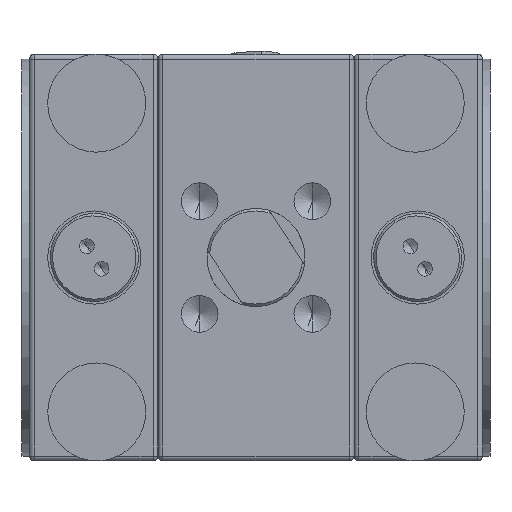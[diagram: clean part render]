
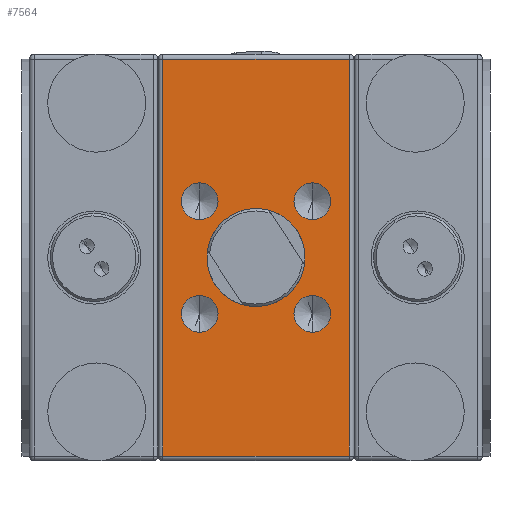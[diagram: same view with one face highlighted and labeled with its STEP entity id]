
A CAD part, front view. The second image highlights one B-rep face of the part: STEP entity #7564.
In plain terms, the highlighted planar face has unit normal (0, -1, 0).
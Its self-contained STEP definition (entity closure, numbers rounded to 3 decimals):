
#600 = VECTOR ( 'NONE', #22289, 1000. ) ;
#794 = FACE_BOUND ( 'NONE', #7240, .T. ) ;
#876 = CARTESIAN_POINT ( 'NONE',  ( 38., -110., 81. ) ) ;
#1034 = DIRECTION ( 'NONE',  ( 0., -1., 0. ) ) ;
#1119 = CARTESIAN_POINT ( 'NONE',  ( 22.981, -110., 15.481 ) ) ;
#1540 = CIRCLE ( 'NONE', #2433, 7.5 ) ;
#1636 = VERTEX_POINT ( 'NONE', #876 ) ;
#2002 = LINE ( 'NONE', #6071, #3646 ) ;
#2336 = DIRECTION ( 'NONE',  ( 0., 0., -1. ) ) ;
#2399 = AXIS2_PLACEMENT_3D ( 'NONE', #25072, #5829, #25200 ) ;
#2433 = AXIS2_PLACEMENT_3D ( 'NONE', #25572, #23608, #12621 ) ;
#2673 = CARTESIAN_POINT ( 'NONE',  ( -22.981, -110., -22.981 ) ) ;
#2713 = AXIS2_PLACEMENT_3D ( 'NONE', #8788, #10877, #2336 ) ;
#3226 = EDGE_LOOP ( 'NONE', ( #6164, #27665, #16052, #4587 ) ) ;
#3256 = CIRCLE ( 'NONE', #15410, 19.8 ) ;
#3432 = DIRECTION ( 'NONE',  ( 0., 0., -1. ) ) ;
#3505 = CARTESIAN_POINT ( 'NONE',  ( 40., -110., 81. ) ) ;
#3554 = CARTESIAN_POINT ( 'NONE',  ( 0., -110., -19.8 ) ) ;
#3589 = EDGE_CURVE ( 'NONE', #13232, #26537, #24884, .T. ) ;
#3646 = VECTOR ( 'NONE', #27398, 1000. ) ;
#4174 = DIRECTION ( 'NONE',  ( 0., -1., 0. ) ) ;
#4227 = VERTEX_POINT ( 'NONE', #23031 ) ;
#4278 = CIRCLE ( 'NONE', #27142, 7.5 ) ;
#4423 = ORIENTED_EDGE ( 'NONE', *, *, #20769, .F. ) ;
#4587 = ORIENTED_EDGE ( 'NONE', *, *, #6943, .T. ) ;
#4824 = EDGE_LOOP ( 'NONE', ( #26811, #7894 ) ) ;
#4863 = FACE_BOUND ( 'NONE', #9775, .T. ) ;
#5156 = ORIENTED_EDGE ( 'NONE', *, *, #3589, .F. ) ;
#5829 = DIRECTION ( 'NONE',  ( 0., -1., 0. ) ) ;
#5860 = EDGE_CURVE ( 'NONE', #14032, #4227, #17760, .T. ) ;
#6071 = CARTESIAN_POINT ( 'NONE',  ( 38., -110., 83. ) ) ;
#6164 = ORIENTED_EDGE ( 'NONE', *, *, #20844, .T. ) ;
#6293 = AXIS2_PLACEMENT_3D ( 'NONE', #15100, #4174, #12985 ) ;
#6599 = VECTOR ( 'NONE', #11647, 1000. ) ;
#6694 = DIRECTION ( 'NONE',  ( 0., 0., -1. ) ) ;
#6831 = DIRECTION ( 'NONE',  ( 0., -1., 0. ) ) ;
#6943 = EDGE_CURVE ( 'NONE', #19865, #22042, #26850, .T. ) ;
#6959 = FACE_BOUND ( 'NONE', #17711, .T. ) ;
#7240 = EDGE_LOOP ( 'NONE', ( #5156, #19561 ) ) ;
#7564 = ADVANCED_FACE ( 'NONE', ( #19997, #794, #11553, #4863, #6959, #19852 ), #15645, .F. ) ;
#7688 = ORIENTED_EDGE ( 'NONE', *, *, #16889, .F. ) ;
#7820 = CARTESIAN_POINT ( 'NONE',  ( -22.981, -110., -15.481 ) ) ;
#7869 = DIRECTION ( 'NONE',  ( 0., -1., 0. ) ) ;
#7894 = ORIENTED_EDGE ( 'NONE', *, *, #20194, .F. ) ;
#8704 = CIRCLE ( 'NONE', #21711, 7.5 ) ;
#8788 = CARTESIAN_POINT ( 'NONE',  ( 22.981, -110., 22.981 ) ) ;
#9214 = CARTESIAN_POINT ( 'NONE',  ( 0., -110., 0. ) ) ;
#9320 = DIRECTION ( 'NONE',  ( 0., 0., 1. ) ) ;
#9360 = ORIENTED_EDGE ( 'NONE', *, *, #23222, .F. ) ;
#9561 = DIRECTION ( 'NONE',  ( 0., 0., -1. ) ) ;
#9709 = CARTESIAN_POINT ( 'NONE',  ( 38., -110., -81. ) ) ;
#9775 = EDGE_LOOP ( 'NONE', ( #9360, #22254 ) ) ;
#9850 = CARTESIAN_POINT ( 'NONE',  ( -38., -110., 83. ) ) ;
#9937 = VECTOR ( 'NONE', #3432, 1000. ) ;
#10119 = CARTESIAN_POINT ( 'NONE',  ( 22.981, -110., -22.981 ) ) ;
#10877 = DIRECTION ( 'NONE',  ( 0., -1., 0. ) ) ;
#10899 = CARTESIAN_POINT ( 'NONE',  ( 22.981, -110., -15.481 ) ) ;
#11471 = AXIS2_PLACEMENT_3D ( 'NONE', #2673, #13603, #15842 ) ;
#11553 = FACE_BOUND ( 'NONE', #11636, .T. ) ;
#11636 = EDGE_LOOP ( 'NONE', ( #7688, #25685 ) ) ;
#11647 = DIRECTION ( 'NONE',  ( 1., 0., 0. ) ) ;
#11840 = AXIS2_PLACEMENT_3D ( 'NONE', #9214, #6831, #18045 ) ;
#12214 = CIRCLE ( 'NONE', #2399, 7.5 ) ;
#12325 = VERTEX_POINT ( 'NONE', #17036 ) ;
#12621 = DIRECTION ( 'NONE',  ( 0., 0., -1. ) ) ;
#12985 = DIRECTION ( 'NONE',  ( 0., 0., -1. ) ) ;
#13134 = DIRECTION ( 'NONE',  ( 0., -1., 0. ) ) ;
#13232 = VERTEX_POINT ( 'NONE', #3554 ) ;
#13300 = EDGE_CURVE ( 'NONE', #17043, #24121, #1540, .T. ) ;
#13603 = DIRECTION ( 'NONE',  ( 0., -1., 0. ) ) ;
#13675 = DIRECTION ( 'NONE',  ( 0., 1., 0. ) ) ;
#13768 = CARTESIAN_POINT ( 'NONE',  ( 22.981, -110., -30.481 ) ) ;
#14012 = CARTESIAN_POINT ( 'NONE',  ( -22.981, -110., 22.981 ) ) ;
#14032 = VERTEX_POINT ( 'NONE', #7820 ) ;
#14541 = CARTESIAN_POINT ( 'NONE',  ( -38., -110., -81. ) ) ;
#15100 = CARTESIAN_POINT ( 'NONE',  ( 22.981, -110., 22.981 ) ) ;
#15370 = CARTESIAN_POINT ( 'NONE',  ( 40., -110., 83. ) ) ;
#15410 = AXIS2_PLACEMENT_3D ( 'NONE', #21429, #13134, #6694 ) ;
#15449 = VERTEX_POINT ( 'NONE', #1119 ) ;
#15645 = PLANE ( 'NONE',  #22747 ) ;
#15714 = AXIS2_PLACEMENT_3D ( 'NONE', #10119, #1034, #9561 ) ;
#15842 = DIRECTION ( 'NONE',  ( 0., 0., -1. ) ) ;
#15976 = DIRECTION ( 'NONE',  ( 0., -1., 0. ) ) ;
#16052 = ORIENTED_EDGE ( 'NONE', *, *, #22016, .T. ) ;
#16276 = DIRECTION ( 'NONE',  ( 0., 0., -1. ) ) ;
#16889 = EDGE_CURVE ( 'NONE', #24121, #17043, #8704, .T. ) ;
#17033 = VERTEX_POINT ( 'NONE', #10899 ) ;
#17036 = CARTESIAN_POINT ( 'NONE',  ( 22.981, -110., 30.481 ) ) ;
#17043 = VERTEX_POINT ( 'NONE', #19885 ) ;
#17493 = CIRCLE ( 'NONE', #6293, 7.5 ) ;
#17711 = EDGE_LOOP ( 'NONE', ( #25483, #4423 ) ) ;
#17760 = CIRCLE ( 'NONE', #11471, 7.5 ) ;
#18045 = DIRECTION ( 'NONE',  ( 0., 0., -1. ) ) ;
#19296 = CIRCLE ( 'NONE', #2713, 7.5 ) ;
#19561 = ORIENTED_EDGE ( 'NONE', *, *, #23849, .F. ) ;
#19852 = FACE_BOUND ( 'NONE', #4824, .T. ) ;
#19865 = VERTEX_POINT ( 'NONE', #14541 ) ;
#19885 = CARTESIAN_POINT ( 'NONE',  ( -22.981, -110., 30.481 ) ) ;
#19997 = FACE_OUTER_BOUND ( 'NONE', #3226, .T. ) ;
#20194 = EDGE_CURVE ( 'NONE', #12325, #15449, #19296, .T. ) ;
#20205 = EDGE_CURVE ( 'NONE', #15449, #12325, #17493, .T. ) ;
#20769 = EDGE_CURVE ( 'NONE', #17033, #27001, #26058, .T. ) ;
#20844 = EDGE_CURVE ( 'NONE', #22042, #1636, #2002, .T. ) ;
#21429 = CARTESIAN_POINT ( 'NONE',  ( 0., -110., 0. ) ) ;
#21711 = AXIS2_PLACEMENT_3D ( 'NONE', #14012, #15976, #24561 ) ;
#22016 = EDGE_CURVE ( 'NONE', #24201, #19865, #22487, .T. ) ;
#22042 = VERTEX_POINT ( 'NONE', #9709 ) ;
#22254 = ORIENTED_EDGE ( 'NONE', *, *, #5860, .F. ) ;
#22289 = DIRECTION ( 'NONE',  ( -1., 0., 0. ) ) ;
#22487 = LINE ( 'NONE', #9850, #9937 ) ;
#22747 = AXIS2_PLACEMENT_3D ( 'NONE', #15370, #13675, #9320 ) ;
#22857 = EDGE_CURVE ( 'NONE', #1636, #24201, #24554, .T. ) ;
#22885 = CARTESIAN_POINT ( 'NONE',  ( 22.981, -110., -22.981 ) ) ;
#23031 = CARTESIAN_POINT ( 'NONE',  ( -22.981, -110., -30.481 ) ) ;
#23094 = CARTESIAN_POINT ( 'NONE',  ( -22.981, -110., 15.481 ) ) ;
#23222 = EDGE_CURVE ( 'NONE', #4227, #14032, #12214, .T. ) ;
#23608 = DIRECTION ( 'NONE',  ( 0., -1., 0. ) ) ;
#23849 = EDGE_CURVE ( 'NONE', #26537, #13232, #3256, .T. ) ;
#24121 = VERTEX_POINT ( 'NONE', #23094 ) ;
#24201 = VERTEX_POINT ( 'NONE', #25345 ) ;
#24554 = LINE ( 'NONE', #3505, #600 ) ;
#24561 = DIRECTION ( 'NONE',  ( 0., 0., -1. ) ) ;
#24884 = CIRCLE ( 'NONE', #11840, 19.8 ) ;
#24888 = CARTESIAN_POINT ( 'NONE',  ( 40., -110., -81. ) ) ;
#25072 = CARTESIAN_POINT ( 'NONE',  ( -22.981, -110., -22.981 ) ) ;
#25200 = DIRECTION ( 'NONE',  ( 0., 0., -1. ) ) ;
#25345 = CARTESIAN_POINT ( 'NONE',  ( -38., -110., 81. ) ) ;
#25483 = ORIENTED_EDGE ( 'NONE', *, *, #26233, .F. ) ;
#25572 = CARTESIAN_POINT ( 'NONE',  ( -22.981, -110., 22.981 ) ) ;
#25685 = ORIENTED_EDGE ( 'NONE', *, *, #13300, .F. ) ;
#26058 = CIRCLE ( 'NONE', #15714, 7.5 ) ;
#26233 = EDGE_CURVE ( 'NONE', #27001, #17033, #4278, .T. ) ;
#26485 = CARTESIAN_POINT ( 'NONE',  ( 0., -110., 19.8 ) ) ;
#26537 = VERTEX_POINT ( 'NONE', #26485 ) ;
#26811 = ORIENTED_EDGE ( 'NONE', *, *, #20205, .F. ) ;
#26850 = LINE ( 'NONE', #24888, #6599 ) ;
#27001 = VERTEX_POINT ( 'NONE', #13768 ) ;
#27142 = AXIS2_PLACEMENT_3D ( 'NONE', #22885, #7869, #16276 ) ;
#27398 = DIRECTION ( 'NONE',  ( 0., 0., 1. ) ) ;
#27665 = ORIENTED_EDGE ( 'NONE', *, *, #22857, .T. ) ;
